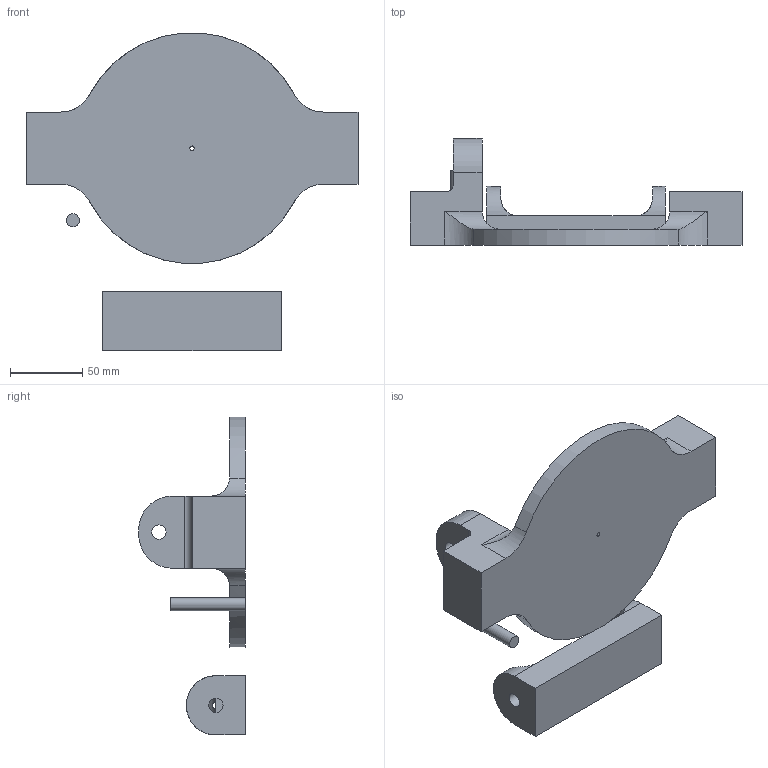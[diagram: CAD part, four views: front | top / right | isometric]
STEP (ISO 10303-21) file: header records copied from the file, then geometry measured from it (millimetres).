
FILE_DESCRIPTION(/* description */ (''),/* implementation_level */ '2;1');
FILE_NAME(/* name */ 'Test Bracket v4.step',/* time_stamp */ '2022-02-03T18:21:14-05:00',/* author */ (''),/* organization */ (''),/* preprocessor_version */ 'ST-DEVELOPER v18.1',/* originating_system */ 'Autodesk Translation Framework v10.13.0.1454',/* authorisation */ '');
FILE_SCHEMA (('AUTOMOTIVE_DESIGN { 1 0 10303 214 3 1 1 }'));
Length unit declared in the file: millimetre
Products named in the file (1): Test Bracket
Bounding box: 230 x 74 x 220.22 mm (x, y, z)
Volume: 550613.8 mm3; surface area: 91271.8 mm2
Topology: 3 solids, 3 shells, 50 faces, 124 edges, 79 vertices
Faces by surface type: plane 26, cylinder 24
Full cylindrical faces by diameter (mm): 3 x1, 5 x1, 9 x1, 10 x2
Entity records: 1633 total; most frequent: CARTESIAN_POINT 406, ORIENTED_EDGE 248, DIRECTION 245, EDGE_CURVE 124, AXIS2_PLACEMENT_3D 84, VERTEX_POINT 79, LINE 77, VECTOR 77
